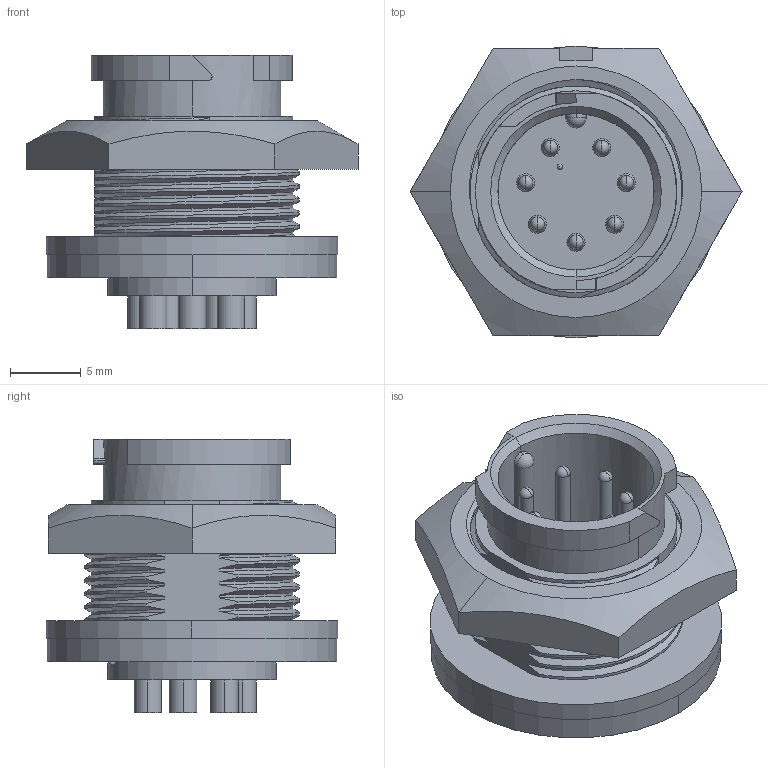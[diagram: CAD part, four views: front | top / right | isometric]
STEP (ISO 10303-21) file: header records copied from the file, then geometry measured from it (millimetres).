
FILE_DESCRIPTION (( 'STEP AP203' ), '1' );
FILE_NAME ('W7280-7PG-P-300.STEP', '2021-10-27T13:25:23', ( '' ), ( '' ), 'SwSTEP 2.0', 'SolidWorks 2020', '' );
FILE_SCHEMA (( 'CONFIG_CONTROL_DESIGN' ));
Length unit declared in the file: millimetre
Products named in the file (1): W7280-7PG-P-300
Bounding box: 23.46 x 20.62 x 19.34 mm (x, y, z)
Volume: 2933.4 mm3; surface area: 2934.1 mm2
Topology: 8 solids, 8 shells, 206 faces, 534 edges, 340 vertices
Faces by surface type: cylinder 90, plane 45, cone 32, bspline 22, sphere 17
Entity records: 12675 total; most frequent: CARTESIAN_POINT 8085, ORIENTED_EDGE 1028, DIRECTION 836, EDGE_CURVE 514, VERTEX_POINT 337, AXIS2_PLACEMENT_3D 323, EDGE_LOOP 229, ADVANCED_FACE 206
